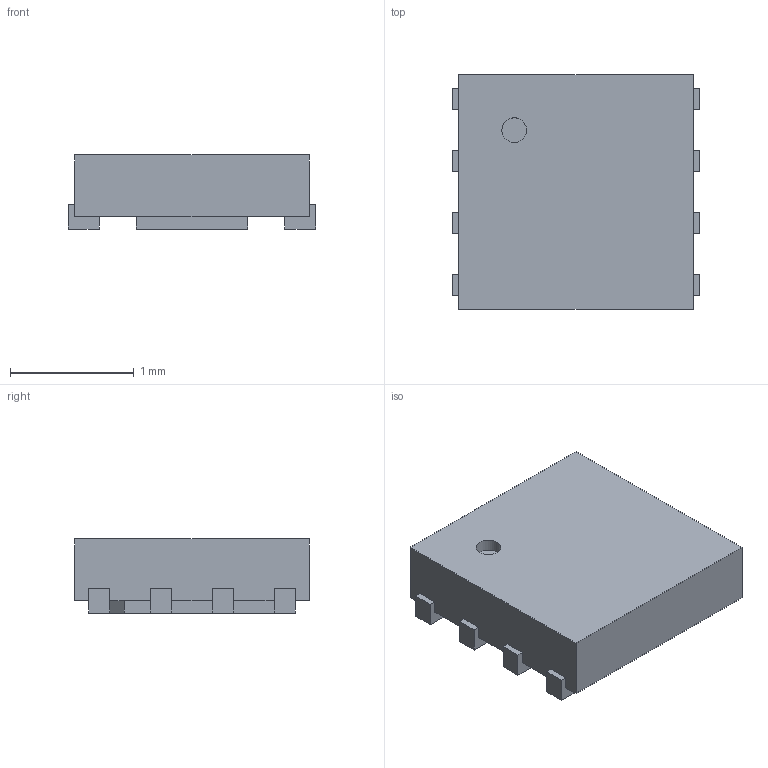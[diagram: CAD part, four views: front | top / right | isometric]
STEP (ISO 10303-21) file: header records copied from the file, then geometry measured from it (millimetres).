
FILE_DESCRIPTION(/* description */ ('model of DFN-8-1EP_2x2mm_P0.5mm_EP0.9x1.5mm'),/* implementation_level */ '2;1');
FILE_NAME(/* name */ 'DFN-8-1EP_2x2mm_P0.5mm_EP0.9x1.5mm.step',/* time_stamp */ '2018-11-02T17:59:53',/* author */ ('kicad StepUp','ksu'),/* organization */ ('FreeCAD'),/* preprocessor_version */ 'OCC',/* originating_system */ 'kicad StepUp',/* authorisation */ '');
FILE_SCHEMA(('AUTOMOTIVE_DESIGN { 1 0 10303 214 1 1 1 1 }'));
Length unit declared in the file: millimetre
Products named in the file (1): DFN_8_1EP_2x2mm_P05mm_EP09x15mm
Bounding box: 2 x 1.9 x 0.6 mm (x, y, z)
Volume: 2 mm3; surface area: 12.4 mm2
Topology: 1 solids, 1 shells, 62 faces, 174 edges, 116 vertices
Faces by surface type: plane 61, cylinder 1
Full cylindrical faces by diameter (mm): 0.2 x1
Entity records: 1411 total; most frequent: ORIENTED_EDGE 302, CARTESIAN_POINT 202, EDGE_CURVE 174, LINE 164, VERTEX_POINT 116, AXIS2_PLACEMENT_3D 64, FACE_BOUND 64, EDGE_LOOP 64
